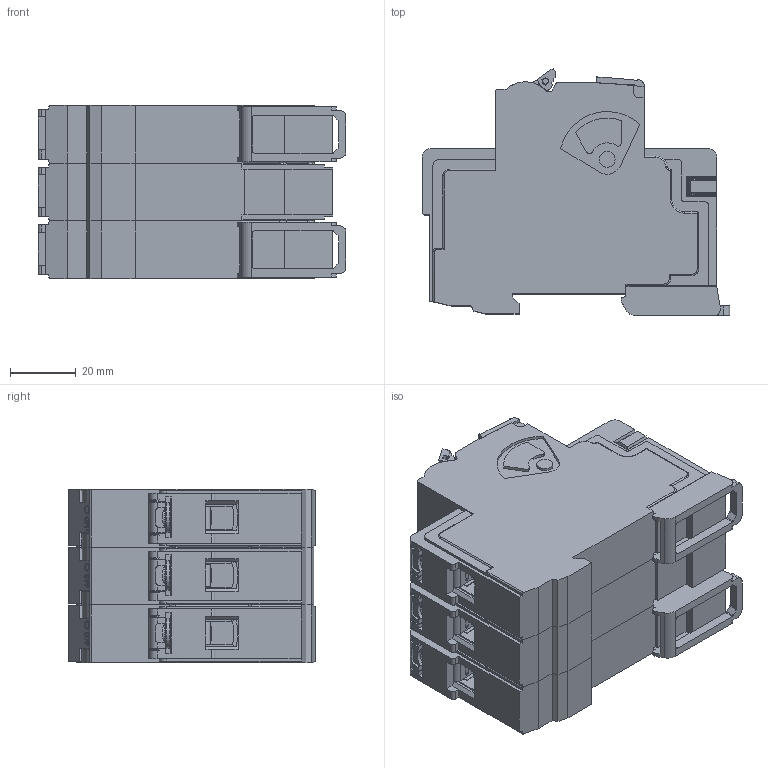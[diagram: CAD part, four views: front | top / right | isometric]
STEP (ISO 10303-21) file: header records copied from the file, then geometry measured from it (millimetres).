
FILE_DESCRIPTION(/* description */ (''),/* implementation_level */ '2;1');
FILE_NAME(/* name */ 'UL508_3polig.stp',/* time_stamp */ '2012-03-30T10:37:24+02:00',/* author */ (''),/* organization */ (''),/* preprocessor_version */ 'ST-DEVELOPER v11',/* originating_system */ 'SIEMENS PLM Software NX 7.5',/* authorisation */ '');
FILE_SCHEMA (('AUTOMOTIVE_DESIGN { 1 0 10303 214 1 1 1 1 }'));
Products named in the file (1): Sass12F9oow4
Bounding box: 93.3 x 74.89 x 52.5 mm (x, y, z)
Volume: 1.1 mm3; surface area: 49202.6 mm2
Topology: 9 solids, 10 shells, 2960 faces, 7727 edges, 4834 vertices
Faces by surface type: plane 1867, cylinder 630, cone 190, revolution 108, torus 87, bspline 48, sphere 18, extrusion 12
Full cylindrical faces by diameter (mm): 1.4 x2, 1.5 x12, 4.2 x6, 4.8 x2, 5.4 x6, 7.3 x9, 9 x3, 9.6 x6
Entity records: 94130 total; most frequent: CARTESIAN_POINT 22334, ORIENTED_EDGE 15040, DIRECTION 14563, EDGE_CURVE 7520, VECTOR 5093, LINE 5081, VERTEX_POINT 4759, AXIS2_PLACEMENT_3D 4681
